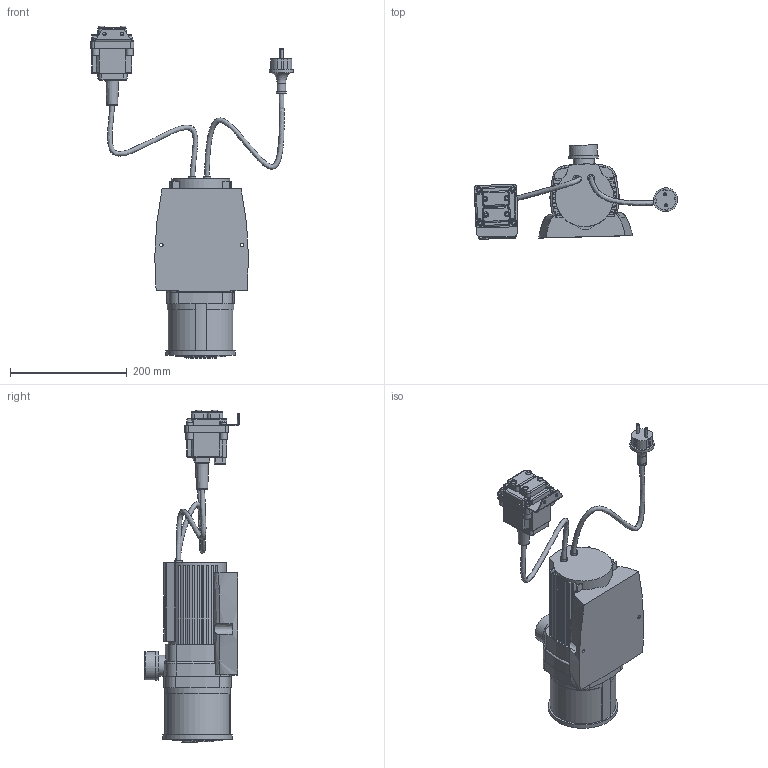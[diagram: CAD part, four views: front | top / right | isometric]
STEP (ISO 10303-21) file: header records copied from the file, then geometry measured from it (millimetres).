
FILE_DESCRIPTION(/* description */ (''),/* implementation_level */ '2;1');
FILE_NAME(/* name */ '50343 Varionaut 2 zusammenbau_mit logo_überprüft.stp',/* time_stamp */ '2014-09-02T08:19:45+02:00',/* author */ ('guzb562'),/* organization */ (''),/* preprocessor_version */ 'ST-DEVELOPER v15.2',/* originating_system */ 'Autodesk Inventor 2014',/* authorisation */ '');
FILE_SCHEMA (('AUTOMOTIVE_DESIGN { 1 0 10303 214 3 1 1 }'));
Length unit declared in the file: millimetre
Products named in the file (10): 50343 Varionaut 2 körper; 50343 Varionaut 2 Filterkorb; 50343 varionaut 2 Fuss slbergezeichnet; Box_DMX; stecker; 50343 Varionaut 2 zusammenbau selber gezeichnet.Kabelbaum1; 50343 Varionaut 2 zusammenbau selber gezeichnet.Kabelbaum2; 50343 Varionaut 2 zusammenbau selber gezeichnet
Bounding box: 347.84 x 162.61 x 568.92 mm (x, y, z)
Volume: 2976904.9 mm3; surface area: 394383.6 mm2
Topology: 6 solids, 8 shells, 682 faces, 1768 edges, 1145 vertices
Faces by surface type: plane 348, cylinder 199, bspline 100, torus 30, sphere 4, cone 1
Full cylindrical faces by diameter (mm): 4.967 x1, 5 x3, 6 x4, 9.213 x4, 9.761 x4, 12 x2, 15.169 x1, 17 x1, 36 x1, 40 x1, 41.393 x1, 42.249 x1, 48.3 x2, 50 x1, 54 x1, 87 x1, 100 x1, 108.199 x1, 119 x1
Entity records: 25249 total; most frequent: CARTESIAN_POINT 8533, ORIENTED_EDGE 3420, DIRECTION 3227, EDGE_CURVE 1712, VERTEX_POINT 1133, AXIS2_PLACEMENT_3D 1128, LINE 971, VECTOR 971
